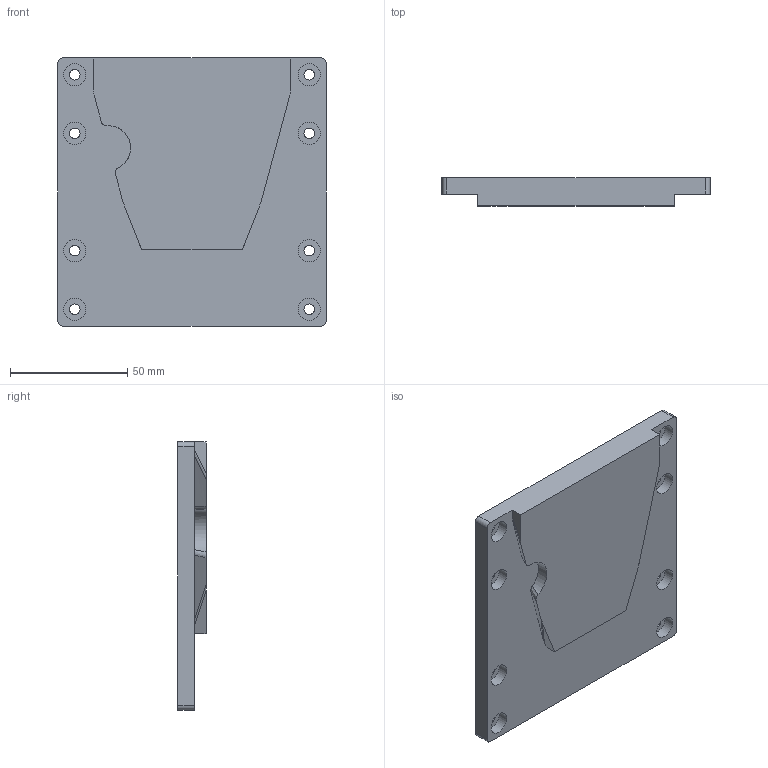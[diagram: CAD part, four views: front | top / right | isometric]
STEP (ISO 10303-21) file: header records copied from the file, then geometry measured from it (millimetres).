
FILE_DESCRIPTION(/* description */ (''),/* implementation_level */ '2;1');
FILE_NAME(/* name */ 'Inovativ QR Pro Monitor Mount v1.step',/* time_stamp */ '2024-04-29T18:43:12-07:00',/* author */ (''),/* organization */ (''),/* preprocessor_version */ 'ST-DEVELOPER v20',/* originating_system */ 'Autodesk Translation Framework v12.20.1.177',/* authorisation */ '');
FILE_SCHEMA (('AUTOMOTIVE_DESIGN { 1 0 10303 214 3 1 1 }'));
Length unit declared in the file: millimetre
Products named in the file (1): Inovativ QR Pro Monitor Mount
Bounding box: 114.3 x 12.07 x 114.3 mm (x, y, z)
Volume: 115678.2 mm3; surface area: 32235.8 mm2
Topology: 1 solids, 1 shells, 50 faces, 120 edges, 80 vertices
Faces by surface type: cylinder 21, plane 20, bspline 9
Full cylindrical faces by diameter (mm): 4.5 x8, 9.5 x8
Entity records: 1771 total; most frequent: CARTESIAN_POINT 566, ORIENTED_EDGE 240, DIRECTION 222, EDGE_CURVE 120, AXIS2_PLACEMENT_3D 84, VERTEX_POINT 80, EDGE_LOOP 74, LINE 54
